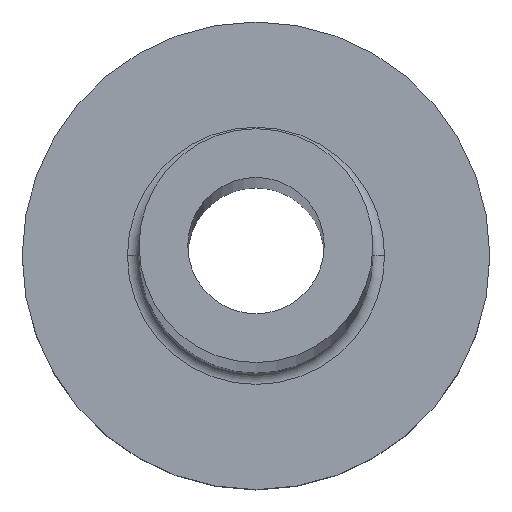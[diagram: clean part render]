
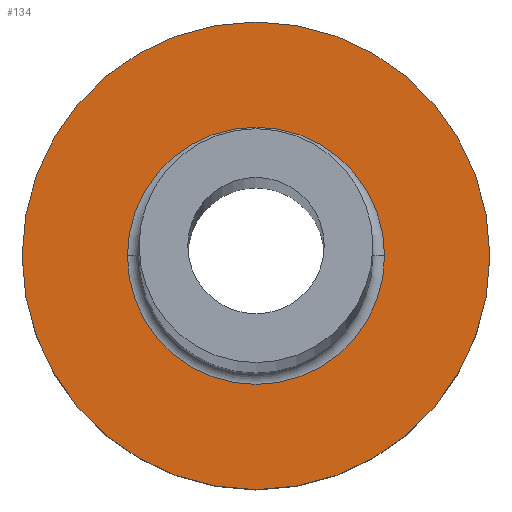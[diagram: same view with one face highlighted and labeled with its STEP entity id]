
A CAD part, top view. The second image highlights one B-rep face of the part: STEP entity #134.
In plain terms, the highlighted planar face has unit normal (0, 0, 1).
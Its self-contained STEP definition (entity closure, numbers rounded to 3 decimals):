
#1 = VERTEX_POINT ( 'NONE', #334 ) ;
#22 = DIRECTION ( 'NONE',  ( 1., 0., 0. ) ) ;
#24 = DIRECTION ( 'NONE',  ( 0., 0., -1. ) ) ;
#43 = AXIS2_PLACEMENT_3D ( 'NONE', #228, #24, #176 ) ;
#56 = ORIENTED_EDGE ( 'NONE', *, *, #171, .T. ) ;
#64 = EDGE_CURVE ( 'NONE', #91, #119, #82, .T. ) ;
#68 = AXIS2_PLACEMENT_3D ( 'NONE', #204, #182, #148 ) ;
#82 = CIRCLE ( 'NONE', #367, 6. ) ;
#90 = DIRECTION ( 'NONE',  ( 0., 0., 1. ) ) ;
#91 = VERTEX_POINT ( 'NONE', #219 ) ;
#103 = EDGE_LOOP ( 'NONE', ( #302, #267 ) ) ;
#119 = VERTEX_POINT ( 'NONE', #226 ) ;
#134 = ADVANCED_FACE ( 'NONE', ( #282, #317 ), #229, .T. ) ;
#143 = CARTESIAN_POINT ( 'NONE',  ( 0., 0., 5. ) ) ;
#145 = EDGE_CURVE ( 'NONE', #1, #240, #359, .T. ) ;
#148 = DIRECTION ( 'NONE',  ( 1., 0., 0. ) ) ;
#162 = DIRECTION ( 'NONE',  ( 0., 0., 1. ) ) ;
#171 = EDGE_CURVE ( 'NONE', #119, #91, #297, .T. ) ;
#174 = DIRECTION ( 'NONE',  ( 0., 0., 1. ) ) ;
#176 = DIRECTION ( 'NONE',  ( 1., 0., 0. ) ) ;
#182 = DIRECTION ( 'NONE',  ( 0., 0., -1. ) ) ;
#189 = CARTESIAN_POINT ( 'NONE',  ( 0., 0., 5. ) ) ;
#194 = CARTESIAN_POINT ( 'NONE',  ( 0., 0., 5. ) ) ;
#204 = CARTESIAN_POINT ( 'NONE',  ( 0., 0., 5. ) ) ;
#219 = CARTESIAN_POINT ( 'NONE',  ( 6., 0., 5. ) ) ;
#226 = CARTESIAN_POINT ( 'NONE',  ( -6., 0., 5. ) ) ;
#228 = CARTESIAN_POINT ( 'NONE',  ( 0., 0., 5. ) ) ;
#229 = PLANE ( 'NONE',  #288 ) ;
#230 = CIRCLE ( 'NONE', #68, 3.3 ) ;
#240 = VERTEX_POINT ( 'NONE', #375 ) ;
#241 = ORIENTED_EDGE ( 'NONE', *, *, #64, .T. ) ;
#267 = ORIENTED_EDGE ( 'NONE', *, *, #294, .T. ) ;
#275 = DIRECTION ( 'NONE',  ( 1., 0., 0. ) ) ;
#282 = FACE_BOUND ( 'NONE', #103, .T. ) ;
#288 = AXIS2_PLACEMENT_3D ( 'NONE', #143, #90, #344 ) ;
#294 = EDGE_CURVE ( 'NONE', #240, #1, #230, .T. ) ;
#297 = CIRCLE ( 'NONE', #345, 6. ) ;
#302 = ORIENTED_EDGE ( 'NONE', *, *, #145, .T. ) ;
#316 = EDGE_LOOP ( 'NONE', ( #56, #241 ) ) ;
#317 = FACE_OUTER_BOUND ( 'NONE', #316, .T. ) ;
#334 = CARTESIAN_POINT ( 'NONE',  ( 3.3, 0., 5. ) ) ;
#344 = DIRECTION ( 'NONE',  ( 1., 0., 0. ) ) ;
#345 = AXIS2_PLACEMENT_3D ( 'NONE', #194, #174, #22 ) ;
#359 = CIRCLE ( 'NONE', #43, 3.3 ) ;
#367 = AXIS2_PLACEMENT_3D ( 'NONE', #189, #162, #275 ) ;
#375 = CARTESIAN_POINT ( 'NONE',  ( -3.3, 0., 5. ) ) ;
